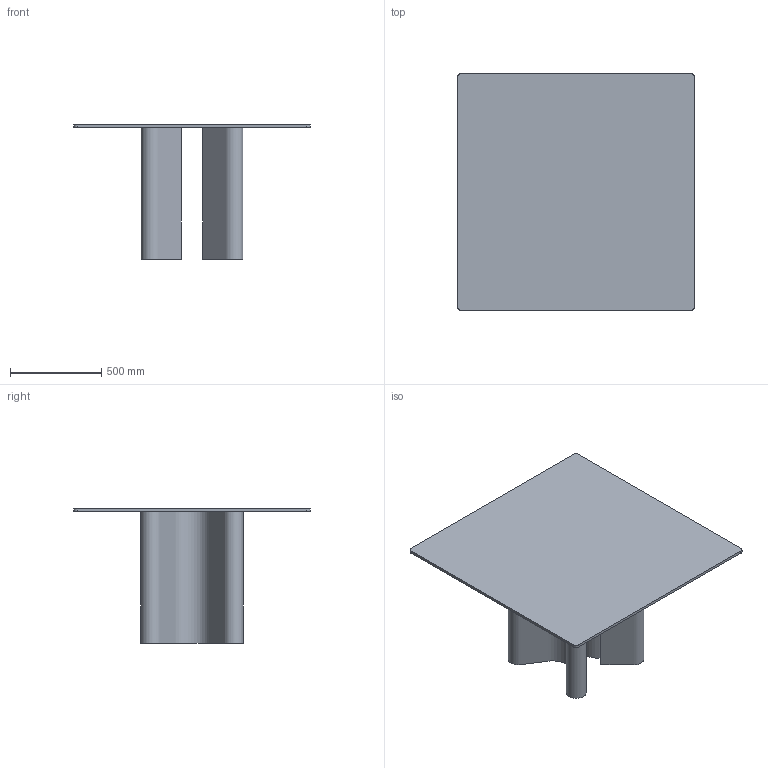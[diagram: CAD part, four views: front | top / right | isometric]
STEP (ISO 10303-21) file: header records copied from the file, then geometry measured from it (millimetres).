
FILE_DESCRIPTION(/* description */ (''),/* implementation_level */ '2;1');
FILE_NAME(/* name */ '4122 - Sahara 130x130',/* time_stamp */ '2012-06-19T15:47:53+02:00',/* author */ (''),/* organization */ (''),/* preprocessor_version */ 'ST-DEVELOPER v10',/* originating_system */ '',/* authorisation */ '');
FILE_SCHEMA (('CONFIG_CONTROL_DESIGN'));
Length unit declared in the file: millimetre
Products named in the file (1): 1
Bounding box: 1300 x 1300 x 735.98 mm (x, y, z)
Volume: 45418513.6 mm3; surface area: 7124968.4 mm2
Topology: 3 solids, 3 shells, 22 faces, 48 edges, 32 vertices
Faces by surface type: plane 14, bspline 8
Entity records: 1068 total; most frequent: CARTESIAN_POINT 664, ORIENTED_EDGE 96, EDGE_CURVE 48, VERTEX_POINT 32, B_SPLINE_CURVE_WITH_KNOTS 24, ADVANCED_FACE 22, FACE_OUTER_BOUND 22, EDGE_LOOP 22
